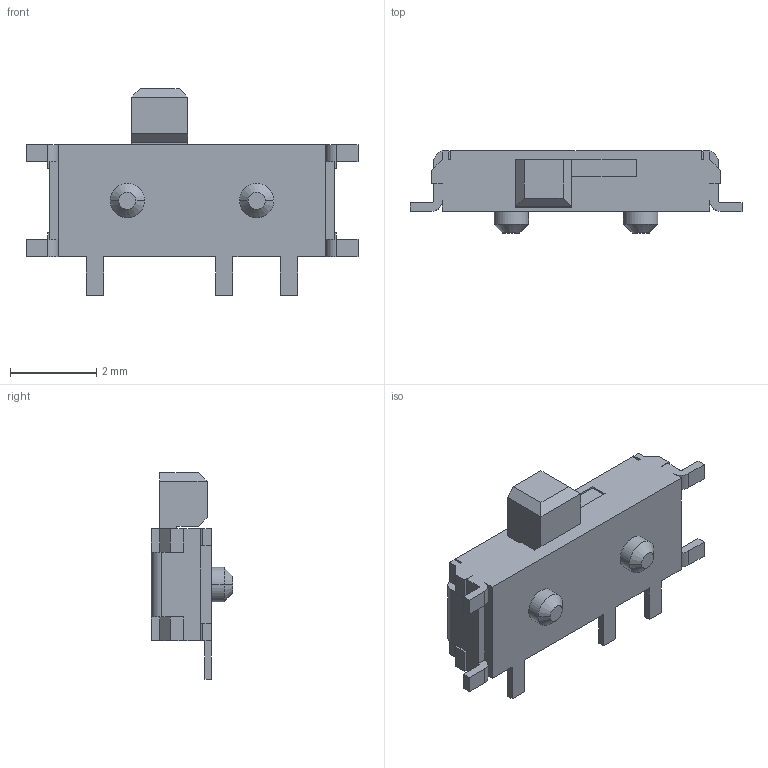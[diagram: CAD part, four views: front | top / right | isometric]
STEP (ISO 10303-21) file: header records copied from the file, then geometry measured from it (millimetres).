
FILE_DESCRIPTION((''),'2;1');
FILE_NAME('C-1437575-1','2010-07-08T',('workeradm'),('Tyco Electronics Ltd.'),'PRO/ENGINEER BY PARAMETRIC TECHNOLOGY CORPORATION, 2009300','PRO/ENGINEER BY PARAMETRIC TECHNOLOGY CORPORATION, 2009300','');
FILE_SCHEMA(('AUTOMOTIVE_DESIGN { 1 0 10303 214 1 1 1 1 }'));
Length unit declared in the file: millimetre
Products named in the file (1): C-1437575-1
Bounding box: 7.7 x 1.9 x 4.8 mm (x, y, z)
Volume: 26.1 mm3; surface area: 77.1 mm2
Topology: 1 solids, 1 shells, 129 faces, 344 edges, 220 vertices
Faces by surface type: plane 111, cylinder 14, cone 4
Entity records: 4195 total; most frequent: CARTESIAN_POINT 695, ORIENTED_EDGE 688, DIRECTION 638, EDGE_CURVE 344, VECTOR 308, LINE 308, VERTEX_POINT 220, AXIS2_PLACEMENT_3D 165
